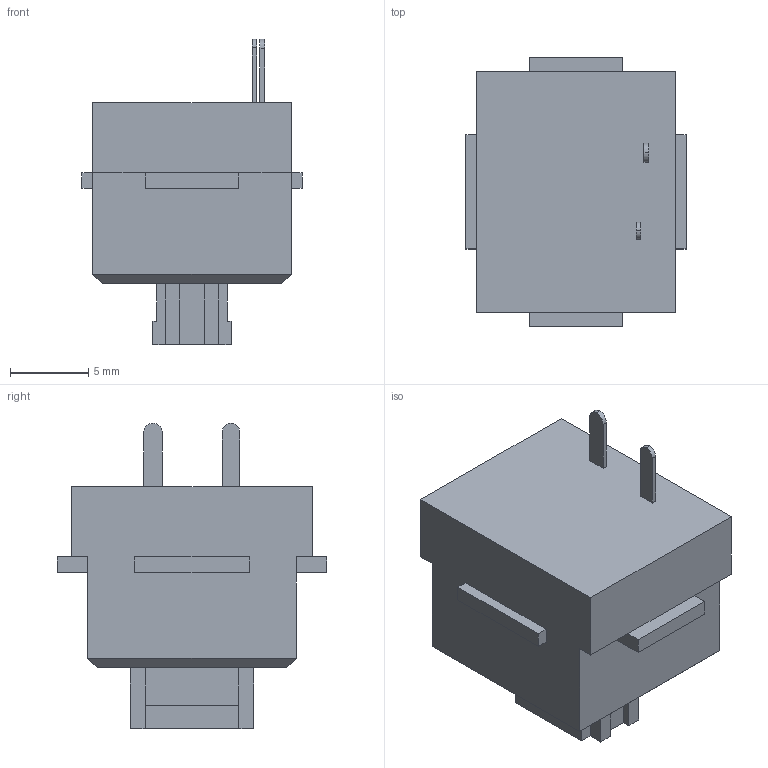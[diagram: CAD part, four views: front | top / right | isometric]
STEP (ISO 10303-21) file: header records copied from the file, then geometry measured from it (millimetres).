
FILE_DESCRIPTION (( 'STEP AP214' ), '1' );
FILE_NAME ('3D-2.STEP', '2013-06-19T00:36:59', ( '微软用户' ), ( '微软中国' ), 'SwSTEP 2.0', 'SolidWorks 2011', '' );
FILE_SCHEMA (( 'AUTOMOTIVE_DESIGN' ));
Length unit declared in the file: millimetre
Products named in the file (1): 3D-2
Bounding box: 14.1 x 17.25 x 19.55 mm (x, y, z)
Volume: 2204.7 mm3; surface area: 1227.4 mm2
Topology: 1 solids, 1 shells, 98 faces, 258 edges, 168 vertices
Faces by surface type: plane 94, cylinder 4
Entity records: 2988 total; most frequent: CARTESIAN_POINT 525, ORIENTED_EDGE 516, DIRECTION 464, EDGE_CURVE 258, VECTOR 250, LINE 250, VERTEX_POINT 168, AXIS2_PLACEMENT_3D 107
